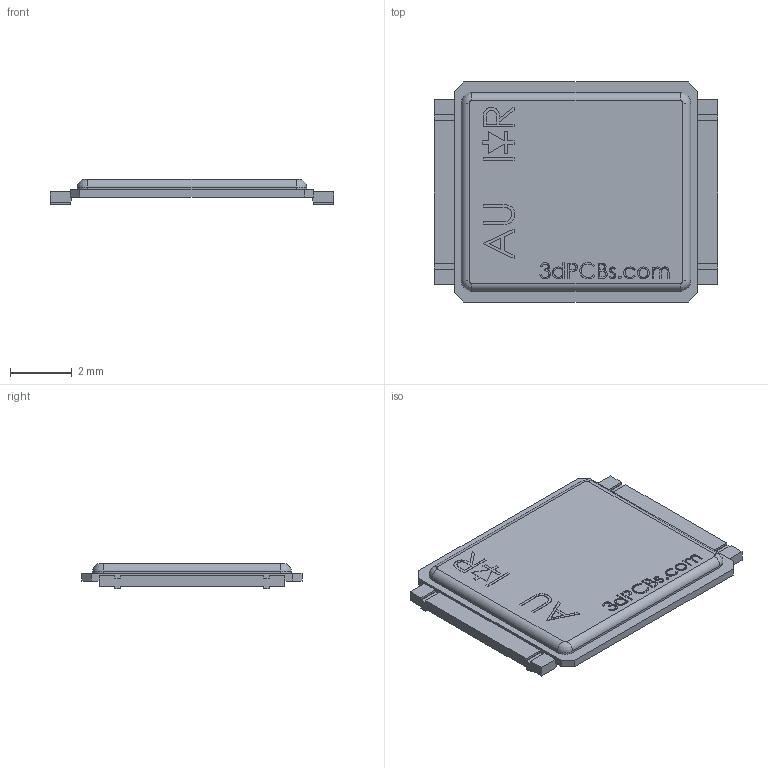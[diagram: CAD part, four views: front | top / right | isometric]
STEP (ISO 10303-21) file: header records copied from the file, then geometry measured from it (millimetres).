
FILE_DESCRIPTION(('FreeCAD Model'),'2;1');
FILE_NAME('DirectFET_L8.stp', '2016-05-25T13:28:40',('Author'),(''), 'Open CASCADE STEP processor 6.8','FreeCAD','Unknown');
FILE_SCHEMA(('AUTOMOTIVE_DESIGN_CC2 { 1 2 10303 214 -1 1 5 4 }'));
Length unit declared in the file: millimetre
Products named in the file (1): Fusion
Bounding box: 9.15 x 7.1 x 0.83 mm (x, y, z)
Volume: 29.9 mm3; surface area: 160.3 mm2
Topology: 1 solids, 1 shells, 332 faces, 891 edges, 582 vertices
Faces by surface type: plane 187, bspline 109, cylinder 32, revolution 4
Entity records: 39990 total; most frequent: CARTESIAN_POINT 21501, DIRECTION 2363, ORIENTED_EDGE 1774, PCURVE 1774, DEFINITIONAL_REPRESENTATION 1774, LINE 1763, VECTOR 1763, EDGE_CURVE 887
